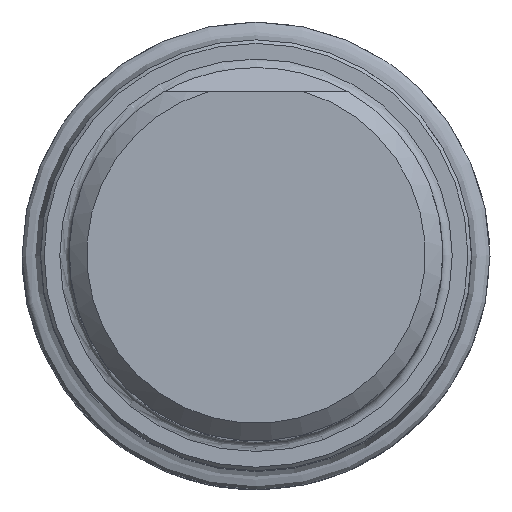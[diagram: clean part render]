
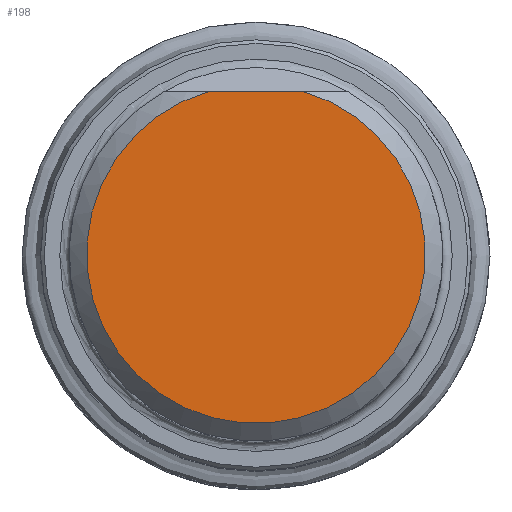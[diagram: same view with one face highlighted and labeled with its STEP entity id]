
A CAD part, top view. The second image highlights one B-rep face of the part: STEP entity #198.
In plain terms, the highlighted planar face has unit normal (0, 0, 1).
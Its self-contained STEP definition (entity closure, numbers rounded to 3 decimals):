
#105=LINE('',#771,#113);
#113=VECTOR('',#657,1.);
#198=ADVANCED_FACE('CU_SU3',(#216),#209,.F.);
#209=PLANE('',#544);
#216=FACE_OUTER_BOUND('',#263,.T.);
#263=EDGE_LOOP('',(#316,#317));
#316=ORIENTED_EDGE('',*,*,#395,.F.);
#317=ORIENTED_EDGE('',*,*,#396,.F.);
#365=VERTEX_POINT('',#772);
#366=VERTEX_POINT('',#773);
#395=EDGE_CURVE('',#365,#366,#105,.T.);
#396=EDGE_CURVE('',#366,#365,#422,.T.);
#422=CIRCLE('',#543,14.496);
#543=AXIS2_PLACEMENT_3D('',#774,#658,#659);
#544=AXIS2_PLACEMENT_3D('',#775,#660,#661);
#657=DIRECTION('',(1.,0.,0.));
#658=DIRECTION('',(0.,0.,-1.));
#659=DIRECTION('',(-1.,0.,0.));
#660=DIRECTION('',(0.,0.,-1.));
#661=DIRECTION('',(-1.,0.,0.));
#771=CARTESIAN_POINT('',(0.,13.935,0.));
#772=CARTESIAN_POINT('',(-3.994,13.935,0.));
#773=CARTESIAN_POINT('',(3.994,13.935,0.));
#774=CARTESIAN_POINT('',(0.,0.,0.));
#775=CARTESIAN_POINT('',(0.,0.,0.));
